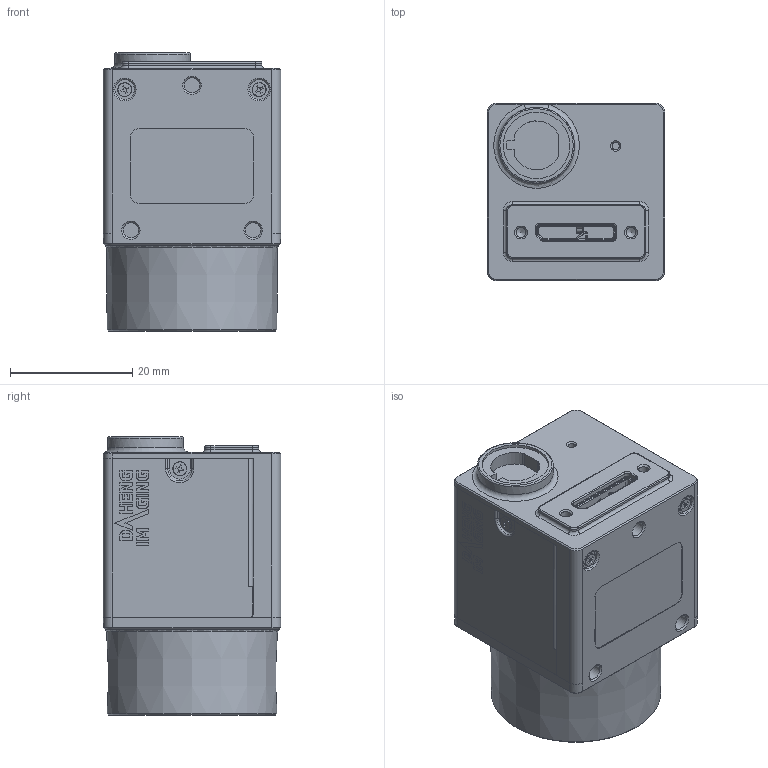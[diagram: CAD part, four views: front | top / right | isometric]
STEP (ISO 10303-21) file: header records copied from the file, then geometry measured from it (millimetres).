
FILE_DESCRIPTION(/* description */ ('STEP AP203'),/* implementation_level */ '2;1');
FILE_NAME(/* name */ '00_Daheng_IMX174_mer2_u3_user_a1.0.1.ipt.step',/* time_stamp */ '2022-11-29T07:39:32+01:00',/* author */ (''),/* organization */ (''),/* preprocessor_version */ 'ST-DEVELOPER v18.1',/* originating_system */ 'Autodesk Inventor 2022',/* authorisation */ '');
FILE_SCHEMA (('AUTOMOTIVE_DESIGN { 1 0 10303 214 3 1 1 }'));
Products named in the file (1): 00_Daheng_IMX174_mer2_u3_user_a1.0.1
Bounding box: 29 x 29 x 45.5 mm (x, y, z)
Volume: 23013.2 mm3; surface area: 18114.4 mm2
Topology: 8 solids, 17 shells, 1729 faces, 4691 edges, 3001 vertices
Faces by surface type: plane 953, cylinder 514, torus 135, cone 66, bspline 59, sphere 2
Full cylindrical faces by diameter (mm): 1.2 x1, 1.4 x6, 1.5 x2, 1.6 x8, 2.1 x2, 2.2 x4, 2.5 x3, 2.722 x1, 3 x4, 3.185 x1, 3.2 x2, 3.255 x1, 10.9 x1, 12.4 x1, 16 x1, 18 x2, 23.4 x1, 24.55 x1, 25.4 x1
Entity records: 59196 total; most frequent: CARTESIAN_POINT 15232, ORIENTED_EDGE 9354, DIRECTION 9077, EDGE_CURVE 4677, AXIS2_PLACEMENT_3D 3032, LINE 3013, VECTOR 3013, VERTEX_POINT 3001
